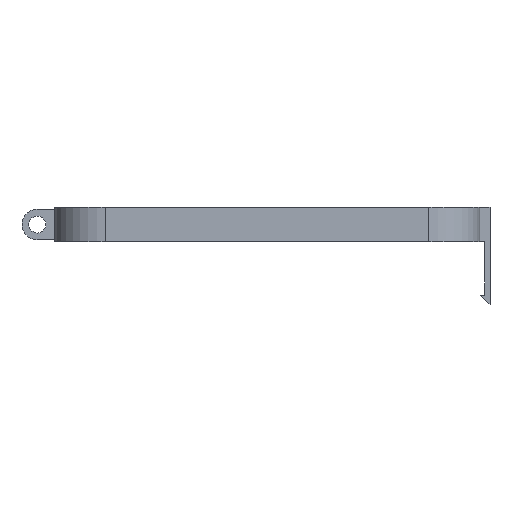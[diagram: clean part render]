
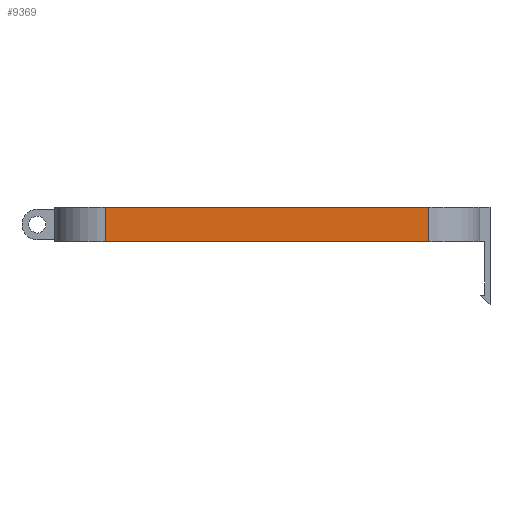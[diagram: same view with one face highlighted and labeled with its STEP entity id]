
A CAD part, left-side view. The second image highlights one B-rep face of the part: STEP entity #9369.
In plain terms, the highlighted planar face has unit normal (-1, 0, 0).
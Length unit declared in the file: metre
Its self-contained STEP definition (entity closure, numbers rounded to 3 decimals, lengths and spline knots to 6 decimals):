
#186=PLANE('',#9906);
#559=LINE('',#14992,#1204);
#596=LINE('',#15375,#1241);
#598=LINE('',#15378,#1243);
#599=LINE('',#15380,#1244);
#1204=VECTOR('',#10525,1.);
#1241=VECTOR('',#10614,1.);
#1243=VECTOR('',#10618,1.);
#1244=VECTOR('',#10619,1.);
#3172=ORIENTED_EDGE('',*,*,#5366,.T.);
#3173=ORIENTED_EDGE('',*,*,#5367,.F.);
#3174=ORIENTED_EDGE('',*,*,#5243,.F.);
#3175=ORIENTED_EDGE('',*,*,#5364,.T.);
#5243=EDGE_CURVE('',#6462,#6463,#559,.T.);
#5364=EDGE_CURVE('',#6462,#6578,#596,.T.);
#5366=EDGE_CURVE('',#6578,#6579,#598,.T.);
#5367=EDGE_CURVE('',#6463,#6579,#599,.T.);
#6462=VERTEX_POINT('',#14991);
#6463=VERTEX_POINT('',#14993);
#6578=VERTEX_POINT('',#15374);
#6579=VERTEX_POINT('',#15379);
#7896=EDGE_LOOP('',(#3172,#3173,#3174,#3175));
#8459=FACE_BOUND('',#7896,.T.);
#9369=ADVANCED_FACE('',(#8459),#186,.F.);
#9906=AXIS2_PLACEMENT_3D('',#15377,#10616,#10617);
#10525=DIRECTION('',(0.,-1.,0.));
#10614=DIRECTION('',(0.,0.,-1.));
#10616=DIRECTION('',(1.,0.,0.));
#10617=DIRECTION('',(0.,0.,-1.));
#10618=DIRECTION('',(0.,-1.,0.));
#10619=DIRECTION('',(0.,0.,-1.));
#14991=CARTESIAN_POINT('',(-0.085,0.0475,0.01));
#14992=CARTESIAN_POINT('',(-0.085,0.,0.01));
#14993=CARTESIAN_POINT('',(-0.085,-0.0475,0.01));
#15374=CARTESIAN_POINT('',(-0.085,0.0475,0.));
#15375=CARTESIAN_POINT('',(-0.085,0.0475,0.005));
#15377=CARTESIAN_POINT('',(-0.085,0.,0.005));
#15378=CARTESIAN_POINT('',(-0.085,0.,0.));
#15379=CARTESIAN_POINT('',(-0.085,-0.0475,0.));
#15380=CARTESIAN_POINT('',(-0.085,-0.0475,0.005));
